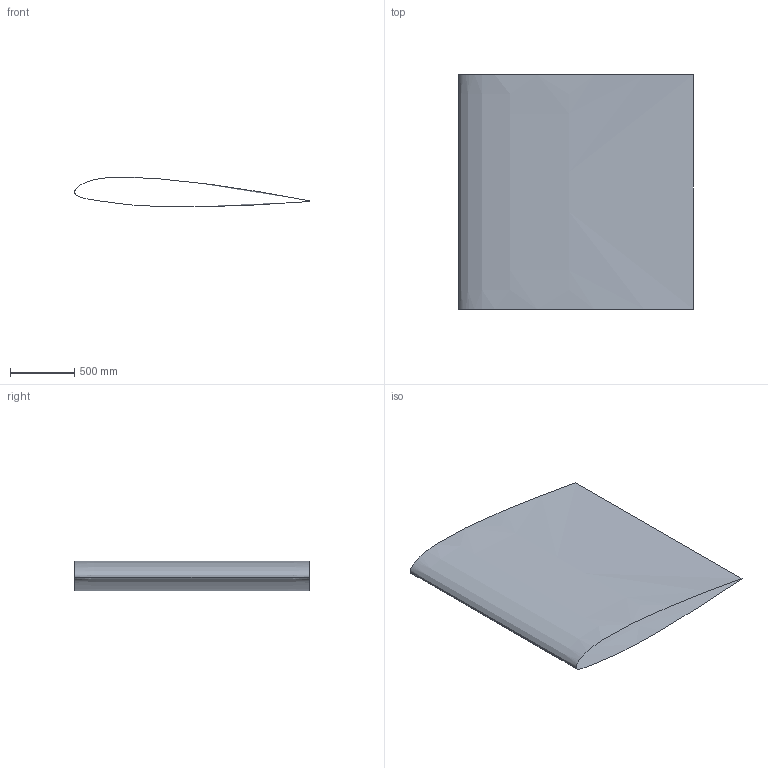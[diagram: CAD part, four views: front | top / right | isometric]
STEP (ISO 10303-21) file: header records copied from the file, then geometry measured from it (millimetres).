
FILE_DESCRIPTION(('CATIA V5 STEP Exchange'),'2;1');
FILE_NAME('IPW_NACA23012_72inch_Wing_2degAOA.stp','2020-10-20T16:34:05+00:00',('none'),('none'),'CATIA Version 5 Release 20 SP 5 (IN-10)','CATIA V5 STEP AP214','none');
FILE_SCHEMA(('AUTOMOTIVE_DESIGN { 1 0 10303 214 1 1 1 1 }'));
Length unit declared in the file: inch
Products named in the file (1): IPW_NACA23012_Wing
Bounding box: 1828.67 x 1828.8 x 232.69 mm (x, y, z)
Surface area: 6839833.6 mm2 (no closed solid volume)
Topology: 0 solids, 1 shells, 3 faces, 9 edges, 6 vertices
Faces by surface type: extrusion 2, plane 1
Entity records: 348 total; most frequent: CARTESIAN_POINT 250, ORIENTED_EDGE 12, DIRECTION 9, EDGE_CURVE 9, VECTOR 7, B_SPLINE_CURVE_WITH_KNOTS 6, VERTEX_POINT 6, LINE 5
